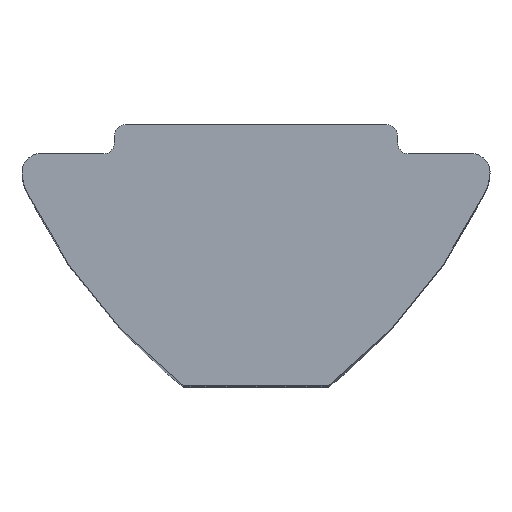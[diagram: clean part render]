
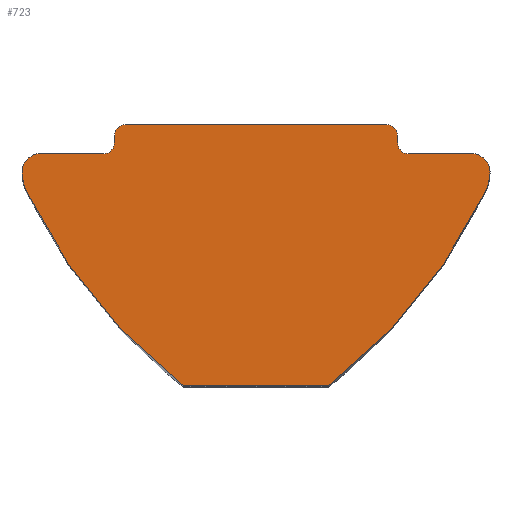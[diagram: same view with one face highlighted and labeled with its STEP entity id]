
A CAD part, top view. The second image highlights one B-rep face of the part: STEP entity #723.
In plain terms, the highlighted planar face has unit normal (0, 0, 1).
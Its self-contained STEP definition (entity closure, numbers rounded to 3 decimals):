
#11 = CARTESIAN_POINT ( 'NONE',  ( 7.196, 4.651, 22.15 ) ) ;
#24 = CIRCLE ( 'NONE', #475, 1.25 ) ;
#25 = LINE ( 'NONE', #283, #389 ) ;
#29 = VERTEX_POINT ( 'NONE', #648 ) ;
#30 = VERTEX_POINT ( 'NONE', #812 ) ;
#37 = VERTEX_POINT ( 'NONE', #350 ) ;
#40 = DIRECTION ( 'NONE',  ( 0., 1., 0. ) ) ;
#42 = DIRECTION ( 'NONE',  ( 1., 0., 0. ) ) ;
#50 = CARTESIAN_POINT ( 'NONE',  ( 3.6, 0., 22.15 ) ) ;
#61 = CIRCLE ( 'NONE', #149, 0.5 ) ;
#69 = AXIS2_PLACEMENT_3D ( 'NONE', #774, #702, #716 ) ;
#83 = CARTESIAN_POINT ( 'NONE',  ( 4.2, -0.8, 22.15 ) ) ;
#85 = AXIS2_PLACEMENT_3D ( 'NONE', #633, #632, #623 ) ;
#90 = EDGE_CURVE ( 'NONE', #235, #414, #650, .T. ) ;
#94 = LINE ( 'NONE', #347, #271 ) ;
#99 = EDGE_CURVE ( 'NONE', #824, #395, #25, .T. ) ;
#115 = CIRCLE ( 'NONE', #653, 0.3 ) ;
#121 = VERTEX_POINT ( 'NONE', #656 ) ;
#125 = CARTESIAN_POINT ( 'NONE',  ( -3.9, -0.5, 22.15 ) ) ;
#144 = CARTESIAN_POINT ( 'NONE',  ( 3.9, -0.8, 22.15 ) ) ;
#149 = AXIS2_PLACEMENT_3D ( 'NONE', #569, #566, #565 ) ;
#166 = DIRECTION ( 'NONE',  ( 0., -1., 0. ) ) ;
#170 = CARTESIAN_POINT ( 'NONE',  ( 3.9, -0.3, 22.15 ) ) ;
#176 = CARTESIAN_POINT ( 'NONE',  ( 6.327, -1.841, 22.15 ) ) ;
#198 = VECTOR ( 'NONE', #208, 1000. ) ;
#206 = VERTEX_POINT ( 'NONE', #445 ) ;
#208 = DIRECTION ( 'NONE',  ( -1., 0., 0. ) ) ;
#213 = DIRECTION ( 'NONE',  ( 0., 0., 1. ) ) ;
#226 = ORIENTED_EDGE ( 'NONE', *, *, #714, .T. ) ;
#230 = DIRECTION ( 'NONE',  ( -1., 0., 0. ) ) ;
#233 = CARTESIAN_POINT ( 'NONE',  ( -3.9, 0., 22.15 ) ) ;
#235 = VERTEX_POINT ( 'NONE', #378 ) ;
#243 = CARTESIAN_POINT ( 'NONE',  ( -6.45, -1.3, 22.15 ) ) ;
#248 = EDGE_CURVE ( 'NONE', #430, #779, #94, .T. ) ;
#249 = CARTESIAN_POINT ( 'NONE',  ( -3.9, -0.8, 22.15 ) ) ;
#256 = DIRECTION ( 'NONE',  ( -1., 0., 0. ) ) ;
#270 = VECTOR ( 'NONE', #508, 1000. ) ;
#271 = VECTOR ( 'NONE', #256, 1000. ) ;
#283 = CARTESIAN_POINT ( 'NONE',  ( 3.9, 0., 22.15 ) ) ;
#288 = ORIENTED_EDGE ( 'NONE', *, *, #248, .T. ) ;
#294 = CIRCLE ( 'NONE', #769, 0.3 ) ;
#296 = CARTESIAN_POINT ( 'NONE',  ( 3.9, -0.5, 22.15 ) ) ;
#303 = ORIENTED_EDGE ( 'NONE', *, *, #549, .T. ) ;
#313 = CARTESIAN_POINT ( 'NONE',  ( -3.6, -0.3, 22.15 ) ) ;
#318 = EDGE_CURVE ( 'NONE', #206, #817, #365, .T. ) ;
#324 = CIRCLE ( 'NONE', #69, 0.3 ) ;
#344 = EDGE_CURVE ( 'NONE', #414, #824, #896, .T. ) ;
#345 = ORIENTED_EDGE ( 'NONE', *, *, #99, .T. ) ;
#346 = ORIENTED_EDGE ( 'NONE', *, *, #377, .T. ) ;
#347 = CARTESIAN_POINT ( 'NONE',  ( 3.9, 0., 22.15 ) ) ;
#348 = EDGE_CURVE ( 'NONE', #395, #430, #324, .T. ) ;
#350 = CARTESIAN_POINT ( 'NONE',  ( -5.95, -0.8, 22.15 ) ) ;
#359 = CARTESIAN_POINT ( 'NONE',  ( -2., -7.2, 22.15 ) ) ;
#360 = EDGE_CURVE ( 'NONE', #914, #29, #115, .T. ) ;
#365 = CIRCLE ( 'NONE', #844, 15. ) ;
#371 = CARTESIAN_POINT ( 'NONE',  ( -3.6, 0., 22.15 ) ) ;
#377 = EDGE_CURVE ( 'NONE', #779, #694, #294, .T. ) ;
#378 = CARTESIAN_POINT ( 'NONE',  ( 5.95, -0.8, 22.15 ) ) ;
#381 = EDGE_CURVE ( 'NONE', #817, #30, #687, .T. ) ;
#382 = ORIENTED_EDGE ( 'NONE', *, *, #344, .T. ) ;
#389 = VECTOR ( 'NONE', #40, 1000. ) ;
#390 = EDGE_CURVE ( 'NONE', #694, #914, #498, .T. ) ;
#395 = VERTEX_POINT ( 'NONE', #170 ) ;
#397 = ORIENTED_EDGE ( 'NONE', *, *, #90, .T. ) ;
#409 = CARTESIAN_POINT ( 'NONE',  ( -2., -7.2, 22.15 ) ) ;
#413 = ORIENTED_EDGE ( 'NONE', *, *, #390, .T. ) ;
#414 = VERTEX_POINT ( 'NONE', #83 ) ;
#422 = AXIS2_PLACEMENT_3D ( 'NONE', #783, #780, #776 ) ;
#430 = VERTEX_POINT ( 'NONE', #50 ) ;
#445 = CARTESIAN_POINT ( 'NONE',  ( -6.327, -1.841, 22.15 ) ) ;
#455 = VERTEX_POINT ( 'NONE', #176 ) ;
#475 = AXIS2_PLACEMENT_3D ( 'NONE', #502, #501, #495 ) ;
#477 = DIRECTION ( 'NONE',  ( 1., 0., 0. ) ) ;
#481 = DIRECTION ( 'NONE',  ( 1., 0., 0. ) ) ;
#490 = CARTESIAN_POINT ( 'NONE',  ( -4.2, -0.5, 22.15 ) ) ;
#493 = DIRECTION ( 'NONE',  ( 0., 0., 1. ) ) ;
#494 = AXIS2_PLACEMENT_3D ( 'NONE', #510, #493, #477 ) ;
#495 = DIRECTION ( 'NONE',  ( -1., 0., 0. ) ) ;
#498 = LINE ( 'NONE', #233, #666 ) ;
#501 = DIRECTION ( 'NONE',  ( 0., 0., 1. ) ) ;
#502 = CARTESIAN_POINT ( 'NONE',  ( 5.2, -1.3, 22.15 ) ) ;
#503 = EDGE_LOOP ( 'NONE', ( #288, #346, #413, #643, #660, #682, #726, #848, #883, #915, #226, #303, #397, #382, #345, #546 ) ) ;
#508 = DIRECTION ( 'NONE',  ( 1., 0., 0. ) ) ;
#510 = CARTESIAN_POINT ( 'NONE',  ( -5.95, -1.3, 22.15 ) ) ;
#528 = PLANE ( 'NONE',  #494 ) ;
#536 = EDGE_CURVE ( 'NONE', #863, #206, #651, .T. ) ;
#546 = ORIENTED_EDGE ( 'NONE', *, *, #348, .T. ) ;
#549 = EDGE_CURVE ( 'NONE', #121, #235, #584, .T. ) ;
#556 = DIRECTION ( 'NONE',  ( 0., 0., -1. ) ) ;
#565 = DIRECTION ( 'NONE',  ( 1., 0., 0. ) ) ;
#566 = DIRECTION ( 'NONE',  ( 0., 0., 1. ) ) ;
#569 = CARTESIAN_POINT ( 'NONE',  ( -5.95, -1.3, 22.15 ) ) ;
#580 = AXIS2_PLACEMENT_3D ( 'NONE', #826, #807, #814 ) ;
#584 = CIRCLE ( 'NONE', #422, 0.5 ) ;
#597 = EDGE_CURVE ( 'NONE', #30, #455, #836, .T. ) ;
#598 = CARTESIAN_POINT ( 'NONE',  ( -3.9, -0.3, 22.15 ) ) ;
#623 = DIRECTION ( 'NONE',  ( -1., 0., 0. ) ) ;
#632 = DIRECTION ( 'NONE',  ( 0., 0., 1. ) ) ;
#633 = CARTESIAN_POINT ( 'NONE',  ( -7.196, 4.651, 22.15 ) ) ;
#634 = EDGE_CURVE ( 'NONE', #37, #863, #61, .T. ) ;
#643 = ORIENTED_EDGE ( 'NONE', *, *, #360, .T. ) ;
#648 = CARTESIAN_POINT ( 'NONE',  ( -4.2, -0.8, 22.15 ) ) ;
#650 = LINE ( 'NONE', #144, #198 ) ;
#651 = CIRCLE ( 'NONE', #801, 1.25 ) ;
#653 = AXIS2_PLACEMENT_3D ( 'NONE', #490, #556, #481 ) ;
#656 = CARTESIAN_POINT ( 'NONE',  ( 6.45, -1.3, 22.15 ) ) ;
#660 = ORIENTED_EDGE ( 'NONE', *, *, #861, .T. ) ;
#663 = FACE_OUTER_BOUND ( 'NONE', #503, .T. ) ;
#666 = VECTOR ( 'NONE', #166, 1000. ) ;
#682 = ORIENTED_EDGE ( 'NONE', *, *, #634, .T. ) ;
#687 = LINE ( 'NONE', #409, #270 ) ;
#694 = VERTEX_POINT ( 'NONE', #598 ) ;
#702 = DIRECTION ( 'NONE',  ( 0., 0., 1. ) ) ;
#711 = VECTOR ( 'NONE', #230, 1000. ) ;
#714 = EDGE_CURVE ( 'NONE', #455, #121, #24, .T. ) ;
#716 = DIRECTION ( 'NONE',  ( 1., 0., 0. ) ) ;
#723 = ADVANCED_FACE ( 'NONE', ( #663 ), #528, .T. ) ;
#726 = ORIENTED_EDGE ( 'NONE', *, *, #536, .T. ) ;
#769 = AXIS2_PLACEMENT_3D ( 'NONE', #313, #213, #42 ) ;
#774 = CARTESIAN_POINT ( 'NONE',  ( 3.6, -0.3, 22.15 ) ) ;
#776 = DIRECTION ( 'NONE',  ( -1., 0., 0. ) ) ;
#779 = VERTEX_POINT ( 'NONE', #371 ) ;
#780 = DIRECTION ( 'NONE',  ( 0., 0., 1. ) ) ;
#783 = CARTESIAN_POINT ( 'NONE',  ( 5.95, -1.3, 22.15 ) ) ;
#801 = AXIS2_PLACEMENT_3D ( 'NONE', #859, #855, #852 ) ;
#807 = DIRECTION ( 'NONE',  ( 0., 0., -1. ) ) ;
#812 = CARTESIAN_POINT ( 'NONE',  ( 2., -7.2, 22.15 ) ) ;
#814 = DIRECTION ( 'NONE',  ( 1., 0., 0. ) ) ;
#817 = VERTEX_POINT ( 'NONE', #359 ) ;
#824 = VERTEX_POINT ( 'NONE', #296 ) ;
#826 = CARTESIAN_POINT ( 'NONE',  ( 4.2, -0.5, 22.15 ) ) ;
#836 = CIRCLE ( 'NONE', #85, 15. ) ;
#844 = AXIS2_PLACEMENT_3D ( 'NONE', #11, #889, #864 ) ;
#848 = ORIENTED_EDGE ( 'NONE', *, *, #318, .T. ) ;
#852 = DIRECTION ( 'NONE',  ( 1., 0., 0. ) ) ;
#855 = DIRECTION ( 'NONE',  ( 0., 0., 1. ) ) ;
#859 = CARTESIAN_POINT ( 'NONE',  ( -5.2, -1.3, 22.15 ) ) ;
#861 = EDGE_CURVE ( 'NONE', #29, #37, #867, .T. ) ;
#863 = VERTEX_POINT ( 'NONE', #243 ) ;
#864 = DIRECTION ( 'NONE',  ( 1., 0., 0. ) ) ;
#867 = LINE ( 'NONE', #249, #711 ) ;
#883 = ORIENTED_EDGE ( 'NONE', *, *, #381, .T. ) ;
#889 = DIRECTION ( 'NONE',  ( 0., 0., 1. ) ) ;
#896 = CIRCLE ( 'NONE', #580, 0.3 ) ;
#914 = VERTEX_POINT ( 'NONE', #125 ) ;
#915 = ORIENTED_EDGE ( 'NONE', *, *, #597, .T. ) ;
